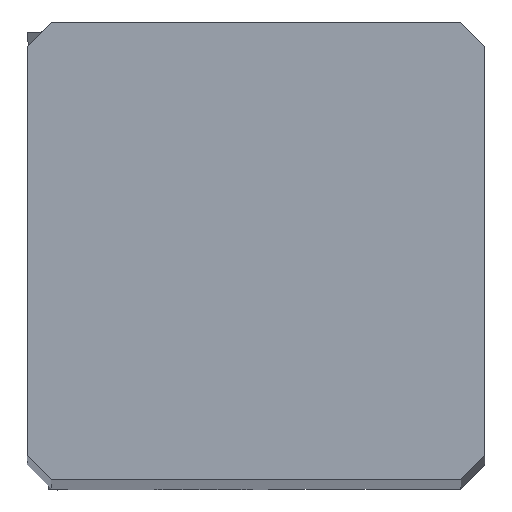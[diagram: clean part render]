
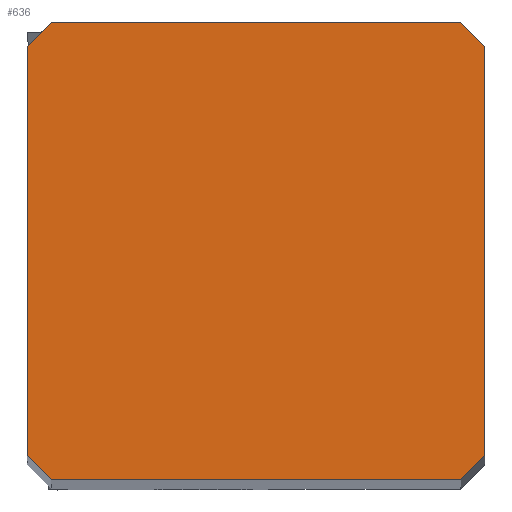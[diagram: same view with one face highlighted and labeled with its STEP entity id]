
A CAD part, top view. The second image highlights one B-rep face of the part: STEP entity #636.
In plain terms, the highlighted planar face has unit normal (0, 0, 1).
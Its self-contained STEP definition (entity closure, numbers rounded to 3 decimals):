
#553=FACE_OUTER_BOUND('',#770,.T.);
#636=ADVANCED_FACE('',(#553),#708,.T.);
#708=PLANE('',#2268);
#770=EDGE_LOOP('',(#1000,#1001,#1002,#1003,#1004,#1005,#1006,#1007));
#1000=ORIENTED_EDGE('',*,*,#1536,.T.);
#1001=ORIENTED_EDGE('',*,*,#1537,.F.);
#1002=ORIENTED_EDGE('',*,*,#1473,.F.);
#1003=ORIENTED_EDGE('',*,*,#1538,.F.);
#1004=ORIENTED_EDGE('',*,*,#1535,.T.);
#1005=ORIENTED_EDGE('',*,*,#1539,.F.);
#1006=ORIENTED_EDGE('',*,*,#1540,.F.);
#1007=ORIENTED_EDGE('',*,*,#1541,.F.);
#1310=VERTEX_POINT('',#2979);
#1311=VERTEX_POINT('',#2981);
#1359=VERTEX_POINT('',#3120);
#1361=VERTEX_POINT('',#3124);
#1362=VERTEX_POINT('',#3128);
#1363=VERTEX_POINT('',#3129);
#1364=VERTEX_POINT('',#3133);
#1365=VERTEX_POINT('',#3135);
#1473=EDGE_CURVE('',#1310,#1311,#1832,.T.);
#1535=EDGE_CURVE('',#1359,#1361,#1870,.T.);
#1536=EDGE_CURVE('',#1362,#1363,#1871,.T.);
#1537=EDGE_CURVE('',#1311,#1363,#1872,.T.);
#1538=EDGE_CURVE('',#1359,#1310,#1873,.T.);
#1539=EDGE_CURVE('',#1364,#1361,#1874,.T.);
#1540=EDGE_CURVE('',#1365,#1364,#1875,.T.);
#1541=EDGE_CURVE('',#1362,#1365,#1876,.T.);
#1832=LINE('',#2980,#1957);
#1870=LINE('',#3125,#1995);
#1871=LINE('',#3127,#1996);
#1872=LINE('',#3130,#1997);
#1873=LINE('',#3131,#1998);
#1874=LINE('',#3132,#1999);
#1875=LINE('',#3134,#2000);
#1876=LINE('',#3136,#2001);
#1957=VECTOR('',#2501,1.);
#1995=VECTOR('',#2605,1.);
#1996=VECTOR('',#2608,1.);
#1997=VECTOR('',#2609,1.);
#1998=VECTOR('',#2610,1.);
#1999=VECTOR('',#2611,1.);
#2000=VECTOR('',#2612,1.);
#2001=VECTOR('',#2613,1.);
#2268=AXIS2_PLACEMENT_3D('',#3137,#2614,#2615);
#2501=DIRECTION('',(-1.,0.,0.));
#2605=DIRECTION('',(0.,1.,0.));
#2608=DIRECTION('',(0.,-1.,0.));
#2609=DIRECTION('',(-0.707,0.707,0.));
#2610=DIRECTION('',(-0.707,-0.707,0.));
#2611=DIRECTION('',(0.707,-0.707,0.));
#2612=DIRECTION('',(1.,0.,0.));
#2613=DIRECTION('',(0.707,0.707,0.));
#2614=DIRECTION('',(0.,0.,1.));
#2615=DIRECTION('',(1.,0.,0.));
#2979=CARTESIAN_POINT('',(-0.5,0.,0.));
#2980=CARTESIAN_POINT('',(-0.5,0.,0.));
#2981=CARTESIAN_POINT('',(-9.025,0.,0.));
#3120=CARTESIAN_POINT('',(0.,0.5,0.));
#3124=CARTESIAN_POINT('',(0.,9.025,0.));
#3125=CARTESIAN_POINT('',(0.,0.5,0.));
#3127=CARTESIAN_POINT('',(-9.525,9.025,0.));
#3128=CARTESIAN_POINT('',(-9.525,9.025,0.));
#3129=CARTESIAN_POINT('',(-9.525,0.5,0.));
#3130=CARTESIAN_POINT('',(-9.025,0.,0.));
#3131=CARTESIAN_POINT('',(0.,0.5,0.));
#3132=CARTESIAN_POINT('',(-0.5,9.525,0.));
#3133=CARTESIAN_POINT('',(-0.5,9.525,0.));
#3134=CARTESIAN_POINT('',(-9.025,9.525,0.));
#3135=CARTESIAN_POINT('',(-9.025,9.525,0.));
#3136=CARTESIAN_POINT('',(-9.525,9.025,0.));
#3137=CARTESIAN_POINT('',(-4.763,4.763,0.));
